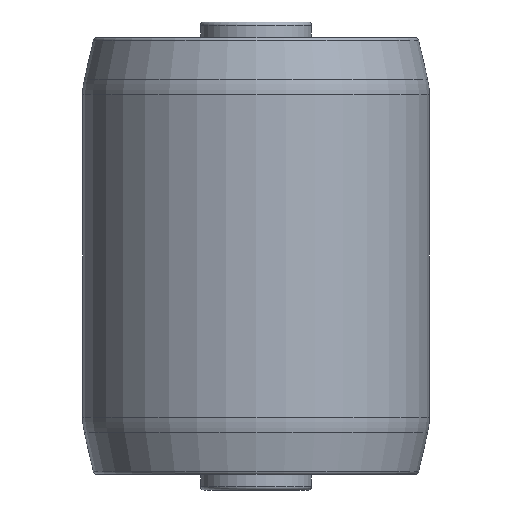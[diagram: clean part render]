
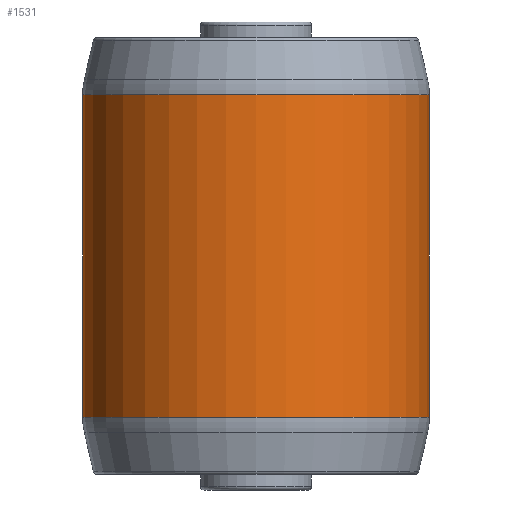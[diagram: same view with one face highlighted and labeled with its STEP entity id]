
A CAD part, front view. The second image highlights one B-rep face of the part: STEP entity #1531.
In plain terms, the highlighted cylindrical face has radius 25 mm (diameter 50 mm), a partial arc.
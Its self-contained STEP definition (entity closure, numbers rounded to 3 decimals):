
#49 = EDGE_CURVE ( 'NONE', #109, #910, #1590, .T. ) ;
#52 = DIRECTION ( 'NONE',  ( 1., 0., 0. ) ) ;
#58 = VERTEX_POINT ( 'NONE', #481 ) ;
#67 = CYLINDRICAL_SURFACE ( 'NONE', #809, 25. ) ;
#109 = VERTEX_POINT ( 'NONE', #1125 ) ;
#115 = EDGE_CURVE ( 'NONE', #58, #722, #1151, .T. ) ;
#149 = CIRCLE ( 'NONE', #1256, 25. ) ;
#172 = DIRECTION ( 'NONE',  ( 0., 0., 1. ) ) ;
#189 = CARTESIAN_POINT ( 'NONE',  ( 0., 0., -23.25 ) ) ;
#194 = CIRCLE ( 'NONE', #927, 25. ) ;
#419 = CARTESIAN_POINT ( 'NONE',  ( -25., 0., 23.25 ) ) ;
#481 = CARTESIAN_POINT ( 'NONE',  ( 25., 0., -23.25 ) ) ;
#524 = CARTESIAN_POINT ( 'NONE',  ( 0., 0., 23.25 ) ) ;
#575 = ORIENTED_EDGE ( 'NONE', *, *, #115, .T. ) ;
#646 = DIRECTION ( 'NONE',  ( 1., 0., 0. ) ) ;
#679 = ORIENTED_EDGE ( 'NONE', *, *, #1439, .T. ) ;
#722 = VERTEX_POINT ( 'NONE', #939 ) ;
#746 = CARTESIAN_POINT ( 'NONE',  ( 25., 0., -31.5 ) ) ;
#809 = AXIS2_PLACEMENT_3D ( 'NONE', #1565, #172, #52 ) ;
#855 = VECTOR ( 'NONE', #1530, 1000. ) ;
#892 = DIRECTION ( 'NONE',  ( 1., 0., 0. ) ) ;
#893 = VECTOR ( 'NONE', #996, 1000. ) ;
#910 = VERTEX_POINT ( 'NONE', #419 ) ;
#927 = AXIS2_PLACEMENT_3D ( 'NONE', #189, #1078, #892 ) ;
#939 = CARTESIAN_POINT ( 'NONE',  ( 25., 0., 23.25 ) ) ;
#988 = ORIENTED_EDGE ( 'NONE', *, *, #1483, .F. ) ;
#996 = DIRECTION ( 'NONE',  ( 0., 0., 1. ) ) ;
#1078 = DIRECTION ( 'NONE',  ( 0., 0., 1. ) ) ;
#1125 = CARTESIAN_POINT ( 'NONE',  ( -25., 0., -23.25 ) ) ;
#1138 = EDGE_LOOP ( 'NONE', ( #1434, #679, #575, #988 ) ) ;
#1151 = LINE ( 'NONE', #746, #855 ) ;
#1244 = CARTESIAN_POINT ( 'NONE',  ( -25., 0., -31.5 ) ) ;
#1256 = AXIS2_PLACEMENT_3D ( 'NONE', #524, #1413, #646 ) ;
#1413 = DIRECTION ( 'NONE',  ( 0., 0., 1. ) ) ;
#1434 = ORIENTED_EDGE ( 'NONE', *, *, #49, .F. ) ;
#1439 = EDGE_CURVE ( 'NONE', #109, #58, #194, .T. ) ;
#1449 = FACE_OUTER_BOUND ( 'NONE', #1138, .T. ) ;
#1483 = EDGE_CURVE ( 'NONE', #910, #722, #149, .T. ) ;
#1530 = DIRECTION ( 'NONE',  ( 0., 0., 1. ) ) ;
#1531 = ADVANCED_FACE ( 'NONE', ( #1449 ), #67, .T. ) ;
#1565 = CARTESIAN_POINT ( 'NONE',  ( 0., 0., -31.5 ) ) ;
#1590 = LINE ( 'NONE', #1244, #893 ) ;
